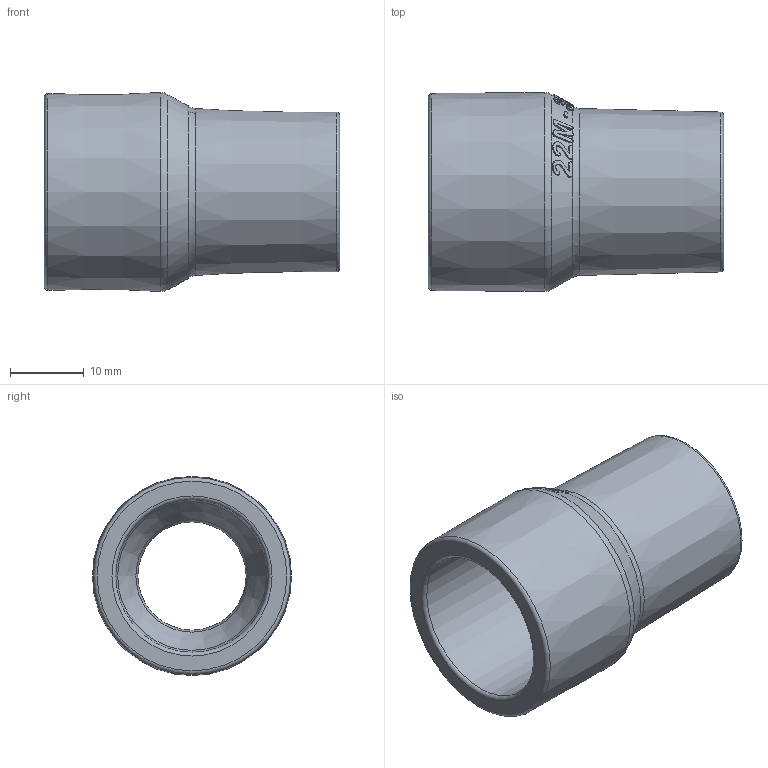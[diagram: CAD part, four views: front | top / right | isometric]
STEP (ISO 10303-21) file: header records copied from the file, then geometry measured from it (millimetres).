
FILE_DESCRIPTION(/* description */ (''),/* implementation_level */ '2;1');
FILE_NAME(/* name */ '22M to 3_4 Slip.stp',/* time_stamp */ '2020-04-07T10:56:06-07:00',/* author */ (''),/* organization */ (''),/* preprocessor_version */ 'ST-DEVELOPER v18.1',/* originating_system */ 'Autodesk Inventor 2021',/* authorisation */ '');
FILE_SCHEMA (('AUTOMOTIVE_DESIGN { 1 0 10303 214 3 1 1 }'));
Length unit declared in the file: millimetre
Products named in the file (1): 22M to 3_4 Slip
Bounding box: 40 x 26.95 x 26.95 mm (x, y, z)
Volume: 8740.7 mm3; surface area: 5722.5 mm2
Topology: 1 solids, 1 shells, 208 faces, 603 edges, 407 vertices
Faces by surface type: bspline 175, cone 21, torus 8, cylinder 2, plane 2
Full cylindrical faces by diameter (mm): 14.658 x1, 20.675 x1
Entity records: 11334 total; most frequent: CARTESIAN_POINT 6969, ORIENTED_EDGE 1206, EDGE_CURVE 603, VERTEX_POINT 407, DIRECTION 369, B_SPLINE_CURVE_WITH_KNOTS 361, EDGE_LOOP 220, FACE_OUTER_BOUND 208
